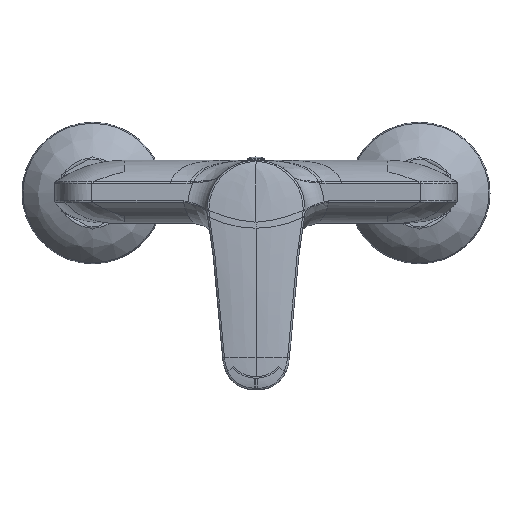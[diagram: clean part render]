
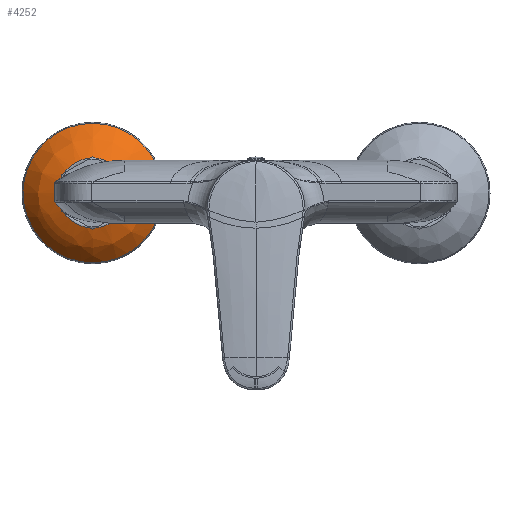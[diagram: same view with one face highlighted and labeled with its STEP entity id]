
A CAD part, front view. The second image highlights one B-rep face of the part: STEP entity #4252.
In plain terms, the highlighted free-form (B-spline) face has degree [2, 2] with [3, 9] control points.
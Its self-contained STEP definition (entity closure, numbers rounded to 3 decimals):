
#425=(
BOUNDED_SURFACE()
B_SPLINE_SURFACE(2,2,((#6529,#6530,#6531,#6532,#6533,#6534,#6535,#6536,
#6537),(#6538,#6539,#6540,#6541,#6542,#6543,#6544,#6545,#6546),(#6547,#6548,
#6549,#6550,#6551,#6552,#6553,#6554,#6555)),.UNSPECIFIED.,.F.,.T.,.F.)
B_SPLINE_SURFACE_WITH_KNOTS((3,3),(3,2,2,2,3),(0.571,1.255),
(-3.142,-1.571,0.,1.571,3.142),
 .UNSPECIFIED.)
GEOMETRIC_REPRESENTATION_ITEM()
RATIONAL_B_SPLINE_SURFACE(((1.,0.707,1.,0.707,1.,
0.707,1.,0.707,1.),(0.942,0.666,
0.942,0.666,0.942,0.666,
0.942,0.666,0.942),(1.,0.707,
1.,0.707,1.,0.707,1.,0.707,1.)))
REPRESENTATION_ITEM('')
SURFACE()
);
#720=FACE_OUTER_BOUND('',#1002,.T.);
#1002=EDGE_LOOP('',(#3082,#3083,#3084,#3085));
#1289=CIRCLE('',#4806,32.024);
#1290=CIRCLE('',#4807,16.1);
#1291=CIRCLE('',#4808,30.);
#1897=VERTEX_POINT('',#6526);
#1898=VERTEX_POINT('',#6556);
#2335=EDGE_CURVE('',#1897,#1897,#1289,.T.);
#2336=EDGE_CURVE('',#1898,#1898,#1290,.T.);
#2337=EDGE_CURVE('',#1898,#1897,#1291,.T.);
#3082=ORIENTED_EDGE('',*,*,#2336,.T.);
#3083=ORIENTED_EDGE('',*,*,#2337,.T.);
#3084=ORIENTED_EDGE('',*,*,#2335,.F.);
#3085=ORIENTED_EDGE('',*,*,#2337,.F.);
#4252=ADVANCED_FACE('',(#720),#425,.F.);
#4806=AXIS2_PLACEMENT_3D('',#6528,#5383,#5384);
#4807=AXIS2_PLACEMENT_3D('',#6557,#5385,#5386);
#4808=AXIS2_PLACEMENT_3D('',#6558,#5387,#5388);
#5383=DIRECTION('center_axis',(0.,0.,1.));
#5384=DIRECTION('ref_axis',(1.,0.,0.));
#5385=DIRECTION('center_axis',(0.,0.,1.));
#5386=DIRECTION('ref_axis',(1.,0.,0.));
#5387=DIRECTION('center_axis',(0.,-1.,0.));
#5388=DIRECTION('ref_axis',(1.,0.,0.));
#6526=CARTESIAN_POINT('',(32.024,0.,-7.621));
#6528=CARTESIAN_POINT('Origin',(0.,0.,-7.621));
#6529=CARTESIAN_POINT('Ctrl Pts',(32.024,0.,-7.621));
#6530=CARTESIAN_POINT('Ctrl Pts',(32.024,-32.024,-7.621));
#6531=CARTESIAN_POINT('Ctrl Pts',(0.,-32.024,
-7.621));
#6532=CARTESIAN_POINT('Ctrl Pts',(-32.024,-32.024,-7.621));
#6533=CARTESIAN_POINT('Ctrl Pts',(-32.024,0.,
-7.621));
#6534=CARTESIAN_POINT('Ctrl Pts',(-32.024,32.024,-7.621));
#6535=CARTESIAN_POINT('Ctrl Pts',(0.,32.024,
-7.621));
#6536=CARTESIAN_POINT('Ctrl Pts',(32.024,32.024,-7.621));
#6537=CARTESIAN_POINT('Ctrl Pts',(32.024,0.,-7.621));
#6538=CARTESIAN_POINT('Ctrl Pts',(26.252,0.,
-16.608));
#6539=CARTESIAN_POINT('Ctrl Pts',(26.252,-26.252,-16.608));
#6540=CARTESIAN_POINT('Ctrl Pts',(0.,-26.252,
-16.608));
#6541=CARTESIAN_POINT('Ctrl Pts',(-26.252,-26.252,-16.608));
#6542=CARTESIAN_POINT('Ctrl Pts',(-26.252,0.,
-16.608));
#6543=CARTESIAN_POINT('Ctrl Pts',(-26.252,26.252,-16.608));
#6544=CARTESIAN_POINT('Ctrl Pts',(0.,26.252,
-16.608));
#6545=CARTESIAN_POINT('Ctrl Pts',(26.252,26.252,-16.608));
#6546=CARTESIAN_POINT('Ctrl Pts',(26.252,0.,
-16.608));
#6547=CARTESIAN_POINT('Ctrl Pts',(16.1,0.,
-19.926));
#6548=CARTESIAN_POINT('Ctrl Pts',(16.1,-16.1,-19.926));
#6549=CARTESIAN_POINT('Ctrl Pts',(0.,-16.1,
-19.926));
#6550=CARTESIAN_POINT('Ctrl Pts',(-16.1,-16.1,-19.926));
#6551=CARTESIAN_POINT('Ctrl Pts',(-16.1,0.,
-19.926));
#6552=CARTESIAN_POINT('Ctrl Pts',(-16.1,16.1,-19.926));
#6553=CARTESIAN_POINT('Ctrl Pts',(0.,16.1,
-19.926));
#6554=CARTESIAN_POINT('Ctrl Pts',(16.1,16.1,-19.926));
#6555=CARTESIAN_POINT('Ctrl Pts',(16.1,0.,
-19.926));
#6556=CARTESIAN_POINT('',(16.1,0.,-19.926));
#6557=CARTESIAN_POINT('Origin',(0.,0.,-19.926));
#6558=CARTESIAN_POINT('Origin',(6.782,0.,8.59));
